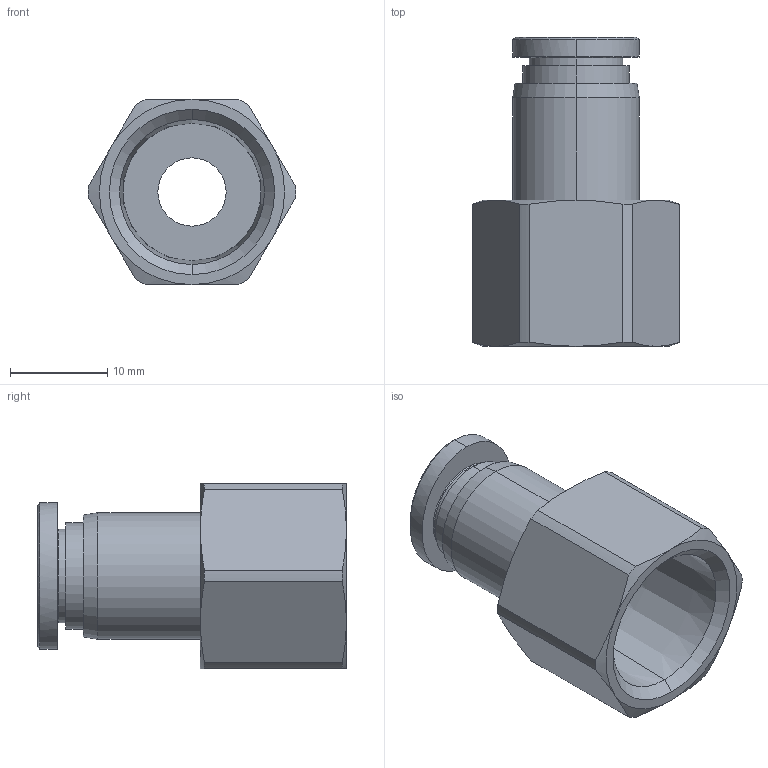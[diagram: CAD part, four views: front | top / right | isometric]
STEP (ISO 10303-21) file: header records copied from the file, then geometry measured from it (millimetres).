
FILE_DESCRIPTION (( 'STEP AP214' ), '1' );
FILE_NAME ('PCF08-G03.stp', '2015-09-24T07:55:22', ( '' ), ( '' ), 'SwSTEP 2.0', 'SolidWorks 2015', '' );
FILE_SCHEMA (( 'AUTOMOTIVE_DESIGN' ));
Length unit declared in the file: millimetre
Products named in the file (2): ｦ+ﾃｦ1; PCF08-G03
Assembly tree (1 placements, depth 2):
  PCF08-G03
    ｦ+ﾃｦ1
Bounding box: 21.3 x 31.7 x 19 mm (x, y, z)
Volume: 3626.2 mm3; surface area: 3345.7 mm2
Topology: 1 solids, 1 shells, 422 faces, 1174 edges, 776 vertices
Faces by surface type: plane 347, bspline 30, cylinder 23, cone 22
Entity records: 14671 total; most frequent: CARTESIAN_POINT 3613, ORIENTED_EDGE 2348, DIRECTION 1938, EDGE_CURVE 1174, VECTOR 1006, LINE 1006, VERTEX_POINT 776, AXIS2_PLACEMENT_3D 466
